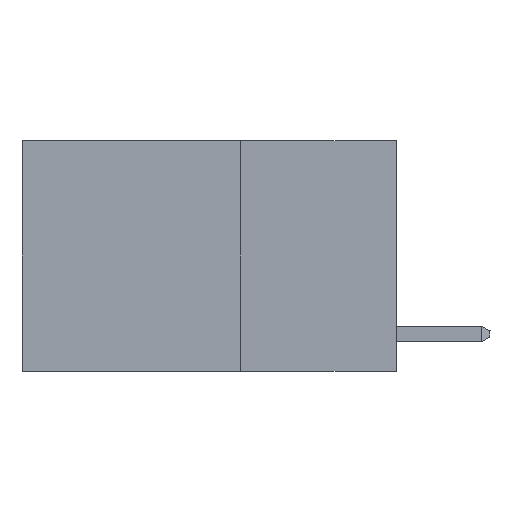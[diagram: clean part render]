
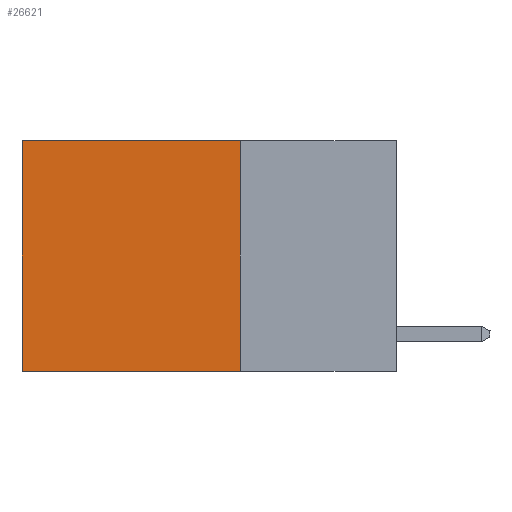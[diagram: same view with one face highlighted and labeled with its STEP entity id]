
A CAD part, left-side view. The second image highlights one B-rep face of the part: STEP entity #26621.
In plain terms, the highlighted planar face has unit normal (-1, 0, 0).
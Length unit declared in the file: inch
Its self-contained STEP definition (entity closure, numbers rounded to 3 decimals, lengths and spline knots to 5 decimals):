
#1309 = DIRECTION ( 'NONE',  ( 0., 0., -1. ) ) ;
#1421 = CARTESIAN_POINT ( 'NONE',  ( 0.2625, 0.6, 0. ) ) ;
#1474 = FACE_OUTER_BOUND ( 'NONE', #18033, .T. ) ;
#1622 = VECTOR ( 'NONE', #13356, 39.37008 ) ;
#4305 = EDGE_CURVE ( 'NONE', #16147, #27138, #8952, .T. ) ;
#4327 = VECTOR ( 'NONE', #29196, 39.37008 ) ;
#4978 = CARTESIAN_POINT ( 'NONE',  ( 0.2625, 0.25, 0. ) ) ;
#5478 = ORIENTED_EDGE ( 'NONE', *, *, #4305, .F. ) ;
#5978 = CARTESIAN_POINT ( 'NONE',  ( 0.2625, 0.25, 0. ) ) ;
#7557 = VERTEX_POINT ( 'NONE', #13665 ) ;
#7744 = LINE ( 'NONE', #10997, #1622 ) ;
#8952 = LINE ( 'NONE', #5978, #19796 ) ;
#9585 = ORIENTED_EDGE ( 'NONE', *, *, #24539, .F. ) ;
#10422 = PLANE ( 'NONE',  #23362 ) ;
#10997 = CARTESIAN_POINT ( 'NONE',  ( 0.2625, 0.25, -0.37 ) ) ;
#11381 = EDGE_CURVE ( 'NONE', #15102, #7557, #14924, .T. ) ;
#13251 = CARTESIAN_POINT ( 'NONE',  ( 0.2625, 0.25, 0. ) ) ;
#13356 = DIRECTION ( 'NONE',  ( 0., 1., 0. ) ) ;
#13665 = CARTESIAN_POINT ( 'NONE',  ( 0.2625, 0.6, -0.37 ) ) ;
#13929 = ORIENTED_EDGE ( 'NONE', *, *, #11381, .T. ) ;
#14924 = LINE ( 'NONE', #1421, #26347 ) ;
#15093 = DIRECTION ( 'NONE',  ( 1., 0., 0. ) ) ;
#15102 = VERTEX_POINT ( 'NONE', #27469 ) ;
#16147 = VERTEX_POINT ( 'NONE', #4978 ) ;
#17471 = DIRECTION ( 'NONE',  ( 0., 0., -1. ) ) ;
#18033 = EDGE_LOOP ( 'NONE', ( #13929, #9585, #5478, #22056 ) ) ;
#19796 = VECTOR ( 'NONE', #17471, 39.37008 ) ;
#19837 = DIRECTION ( 'NONE',  ( 0., 0., -1. ) ) ;
#21927 = LINE ( 'NONE', #13251, #4327 ) ;
#22056 = ORIENTED_EDGE ( 'NONE', *, *, #27402, .T. ) ;
#23362 = AXIS2_PLACEMENT_3D ( 'NONE', #28736, #15093, #1309 ) ;
#23692 = CARTESIAN_POINT ( 'NONE',  ( 0.2625, 0.25, -0.37 ) ) ;
#24539 = EDGE_CURVE ( 'NONE', #27138, #7557, #7744, .T. ) ;
#26347 = VECTOR ( 'NONE', #19837, 39.37008 ) ;
#26621 = ADVANCED_FACE ( 'NONE', ( #1474 ), #10422, .F. ) ;
#27138 = VERTEX_POINT ( 'NONE', #23692 ) ;
#27402 = EDGE_CURVE ( 'NONE', #16147, #15102, #21927, .T. ) ;
#27469 = CARTESIAN_POINT ( 'NONE',  ( 0.2625, 0.6, 0. ) ) ;
#28736 = CARTESIAN_POINT ( 'NONE',  ( 0.2625, 0.25, 0. ) ) ;
#29196 = DIRECTION ( 'NONE',  ( 0., 1., 0. ) ) ;
